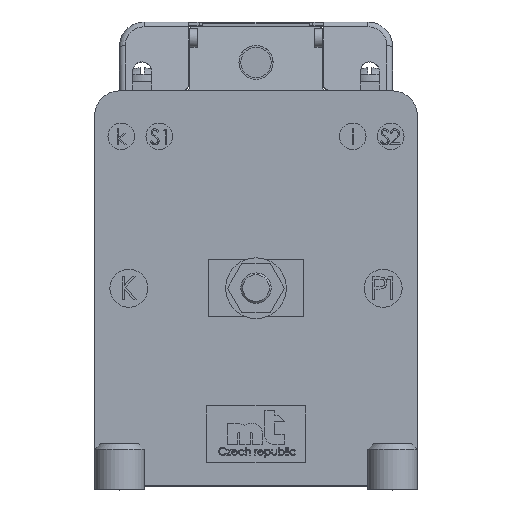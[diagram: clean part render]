
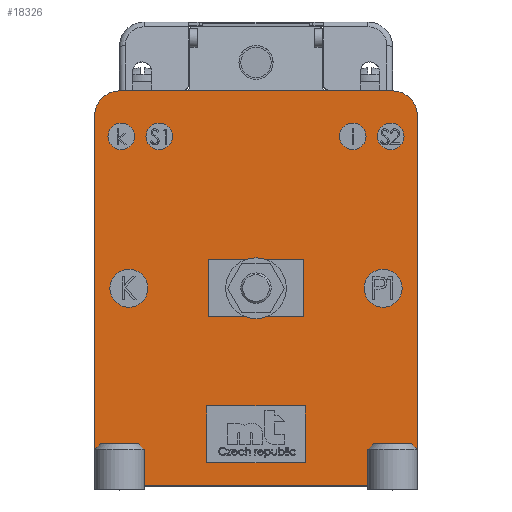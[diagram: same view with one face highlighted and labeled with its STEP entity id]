
A CAD part, top view. The second image highlights one B-rep face of the part: STEP entity #18326.
In plain terms, the highlighted face is planar.
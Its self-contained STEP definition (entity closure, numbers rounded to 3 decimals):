
#1256=FACE_BOUND('',#2815,.T.);
#1257=FACE_BOUND('',#2816,.T.);
#1258=FACE_BOUND('',#2817,.T.);
#1259=FACE_BOUND('',#2818,.T.);
#1260=FACE_BOUND('',#2819,.T.);
#1261=FACE_BOUND('',#2820,.T.);
#1262=FACE_BOUND('',#2821,.T.);
#1263=FACE_BOUND('',#2822,.T.);
#1264=FACE_BOUND('',#2823,.T.);
#1265=FACE_BOUND('',#2824,.T.);
#1381=CIRCLE('',#19640,6.5);
#1382=CIRCLE('',#19641,6.5);
#1383=CIRCLE('',#19642,6.5);
#1384=CIRCLE('',#19643,6.5);
#1385=CIRCLE('',#19644,5.);
#1386=CIRCLE('',#19645,3.5);
#1387=CIRCLE('',#19646,3.5);
#1388=CIRCLE('',#19647,3.5);
#1389=CIRCLE('',#19648,5.);
#1390=CIRCLE('',#19649,3.5);
#1391=CIRCLE('',#19650,4.5);
#1392=CIRCLE('',#19651,4.5);
#1749=FACE_OUTER_BOUND('',#2814,.T.);
#2814=EDGE_LOOP('',(#12528,#12529,#12530,#12531,#12532,#12533,#12534,#12535));
#2815=EDGE_LOOP('',(#12536,#12537,#12538,#12539));
#2816=EDGE_LOOP('',(#12540));
#2817=EDGE_LOOP('',(#12541));
#2818=EDGE_LOOP('',(#12542));
#2819=EDGE_LOOP('',(#12543));
#2820=EDGE_LOOP('',(#12544));
#2821=EDGE_LOOP('',(#12545,#12546,#12547,#12548));
#2822=EDGE_LOOP('',(#12549));
#2823=EDGE_LOOP('',(#12550));
#2824=EDGE_LOOP('',(#12551));
#4005=LINE('',#24789,#5852);
#4066=LINE('',#26036,#5913);
#4090=LINE('',#26162,#5937);
#4091=LINE('',#26166,#5938);
#4092=LINE('',#26170,#5939);
#4093=LINE('',#26174,#5940);
#4094=LINE('',#26178,#5941);
#4095=LINE('',#26180,#5942);
#4096=LINE('',#26182,#5943);
#4097=LINE('',#26183,#5944);
#4098=LINE('',#26194,#5945);
#4099=LINE('',#26195,#5946);
#5852=VECTOR('',#20806,15.);
#5913=VECTOR('',#20871,15.);
#5937=VECTOR('',#20913,91.);
#5938=VECTOR('',#20916,72.);
#5939=VECTOR('',#20919,91.);
#5940=VECTOR('',#20922,72.);
#5941=VECTOR('',#20925,25.);
#5942=VECTOR('',#20926,11.);
#5943=VECTOR('',#20927,25.);
#5944=VECTOR('',#20928,11.);
#5945=VECTOR('',#20939,26.);
#5946=VECTOR('',#20940,26.);
#7686=VERTEX_POINT('',#24786);
#7687=VERTEX_POINT('',#24788);
#7816=VERTEX_POINT('',#26034);
#7817=VERTEX_POINT('',#26035);
#7849=VERTEX_POINT('',#26160);
#7850=VERTEX_POINT('',#26161);
#7851=VERTEX_POINT('',#26163);
#7852=VERTEX_POINT('',#26165);
#7853=VERTEX_POINT('',#26167);
#7854=VERTEX_POINT('',#26169);
#7855=VERTEX_POINT('',#26171);
#7856=VERTEX_POINT('',#26173);
#7857=VERTEX_POINT('',#26176);
#7858=VERTEX_POINT('',#26177);
#7859=VERTEX_POINT('',#26179);
#7860=VERTEX_POINT('',#26181);
#7861=VERTEX_POINT('',#26184);
#7862=VERTEX_POINT('',#26186);
#7863=VERTEX_POINT('',#26188);
#7864=VERTEX_POINT('',#26190);
#7865=VERTEX_POINT('',#26192);
#7866=VERTEX_POINT('',#26196);
#7867=VERTEX_POINT('',#26198);
#7868=VERTEX_POINT('',#26200);
#9535=EDGE_CURVE('',#7686,#7687,#4005,.T.);
#9666=EDGE_CURVE('',#7816,#7817,#4066,.T.);
#9700=EDGE_CURVE('',#7849,#7850,#4090,.T.);
#9701=EDGE_CURVE('',#7849,#7851,#1381,.T.);
#9702=EDGE_CURVE('',#7852,#7851,#4091,.T.);
#9703=EDGE_CURVE('',#7852,#7853,#1382,.T.);
#9704=EDGE_CURVE('',#7853,#7854,#4092,.T.);
#9705=EDGE_CURVE('',#7854,#7855,#1383,.T.);
#9706=EDGE_CURVE('',#7856,#7855,#4093,.T.);
#9707=EDGE_CURVE('',#7856,#7850,#1384,.T.);
#9708=EDGE_CURVE('',#7857,#7858,#4094,.T.);
#9709=EDGE_CURVE('',#7859,#7857,#4095,.T.);
#9710=EDGE_CURVE('',#7860,#7859,#4096,.T.);
#9711=EDGE_CURVE('',#7858,#7860,#4097,.T.);
#9712=EDGE_CURVE('',#7861,#7861,#1385,.T.);
#9713=EDGE_CURVE('',#7862,#7862,#1386,.T.);
#9714=EDGE_CURVE('',#7863,#7863,#1387,.T.);
#9715=EDGE_CURVE('',#7864,#7864,#1388,.T.);
#9716=EDGE_CURVE('',#7865,#7865,#1389,.T.);
#9717=EDGE_CURVE('',#7687,#7816,#4098,.T.);
#9718=EDGE_CURVE('',#7817,#7686,#4099,.T.);
#9719=EDGE_CURVE('',#7866,#7866,#1390,.T.);
#9720=EDGE_CURVE('',#7867,#7867,#1391,.T.);
#9721=EDGE_CURVE('',#7868,#7868,#1392,.T.);
#12528=ORIENTED_EDGE('',*,*,#9700,.F.);
#12529=ORIENTED_EDGE('',*,*,#9701,.T.);
#12530=ORIENTED_EDGE('',*,*,#9702,.F.);
#12531=ORIENTED_EDGE('',*,*,#9703,.T.);
#12532=ORIENTED_EDGE('',*,*,#9704,.T.);
#12533=ORIENTED_EDGE('',*,*,#9705,.T.);
#12534=ORIENTED_EDGE('',*,*,#9706,.F.);
#12535=ORIENTED_EDGE('',*,*,#9707,.T.);
#12536=ORIENTED_EDGE('',*,*,#9708,.F.);
#12537=ORIENTED_EDGE('',*,*,#9709,.F.);
#12538=ORIENTED_EDGE('',*,*,#9710,.F.);
#12539=ORIENTED_EDGE('',*,*,#9711,.F.);
#12540=ORIENTED_EDGE('',*,*,#9712,.F.);
#12541=ORIENTED_EDGE('',*,*,#9713,.F.);
#12542=ORIENTED_EDGE('',*,*,#9714,.F.);
#12543=ORIENTED_EDGE('',*,*,#9715,.F.);
#12544=ORIENTED_EDGE('',*,*,#9716,.F.);
#12545=ORIENTED_EDGE('',*,*,#9666,.F.);
#12546=ORIENTED_EDGE('',*,*,#9717,.F.);
#12547=ORIENTED_EDGE('',*,*,#9535,.F.);
#12548=ORIENTED_EDGE('',*,*,#9718,.F.);
#12549=ORIENTED_EDGE('',*,*,#9719,.F.);
#12550=ORIENTED_EDGE('',*,*,#9720,.F.);
#12551=ORIENTED_EDGE('',*,*,#9721,.F.);
#17714=PLANE('',#19639);
#18326=ADVANCED_FACE('',(#1749,#1256,#1257,#1258,#1259,#1260,#1261,#1262,
#1263,#1264,#1265),#17714,.T.);
#19639=AXIS2_PLACEMENT_3D('',#26159,#20911,#20912);
#19640=AXIS2_PLACEMENT_3D('',#26164,#20914,#20915);
#19641=AXIS2_PLACEMENT_3D('',#26168,#20917,#20918);
#19642=AXIS2_PLACEMENT_3D('',#26172,#20920,#20921);
#19643=AXIS2_PLACEMENT_3D('',#26175,#20923,#20924);
#19644=AXIS2_PLACEMENT_3D('',#26185,#20929,#20930);
#19645=AXIS2_PLACEMENT_3D('',#26187,#20931,#20932);
#19646=AXIS2_PLACEMENT_3D('',#26189,#20933,#20934);
#19647=AXIS2_PLACEMENT_3D('',#26191,#20935,#20936);
#19648=AXIS2_PLACEMENT_3D('',#26193,#20937,#20938);
#19649=AXIS2_PLACEMENT_3D('',#26197,#20941,#20942);
#19650=AXIS2_PLACEMENT_3D('',#26199,#20943,#20944);
#19651=AXIS2_PLACEMENT_3D('',#26201,#20945,#20946);
#20806=DIRECTION('',(0.,1.,0.));
#20871=DIRECTION('',(0.,-1.,0.));
#20911=DIRECTION('center_axis',(0.,0.,-1.));
#20912=DIRECTION('ref_axis',(-1.,0.,0.));
#20913=DIRECTION('',(0.,1.,0.));
#20914=DIRECTION('center_axis',(0.,0.,-1.));
#20915=DIRECTION('ref_axis',(-1.,0.,0.));
#20916=DIRECTION('',(1.,0.,0.));
#20917=DIRECTION('center_axis',(0.,0.,-1.));
#20918=DIRECTION('ref_axis',(-1.,0.,0.));
#20919=DIRECTION('',(0.,1.,0.));
#20920=DIRECTION('center_axis',(0.,0.,-1.));
#20921=DIRECTION('ref_axis',(-1.,0.,0.));
#20922=DIRECTION('',(-1.,0.,0.));
#20923=DIRECTION('center_axis',(0.,0.,-1.));
#20924=DIRECTION('ref_axis',(-1.,0.,0.));
#20925=DIRECTION('',(1.,0.,0.));
#20926=DIRECTION('',(0.,1.,0.));
#20927=DIRECTION('',(-1.,0.,0.));
#20928=DIRECTION('',(0.,-1.,0.));
#20929=DIRECTION('center_axis',(0.,0.,-1.));
#20930=DIRECTION('ref_axis',(-1.,0.,0.));
#20931=DIRECTION('center_axis',(0.,0.,-1.));
#20932=DIRECTION('ref_axis',(-1.,0.,0.));
#20933=DIRECTION('center_axis',(0.,0.,-1.));
#20934=DIRECTION('ref_axis',(-1.,0.,0.));
#20935=DIRECTION('center_axis',(0.,0.,-1.));
#20936=DIRECTION('ref_axis',(-1.,0.,0.));
#20937=DIRECTION('center_axis',(0.,0.,-1.));
#20938=DIRECTION('ref_axis',(-1.,0.,0.));
#20939=DIRECTION('',(1.,0.,0.));
#20940=DIRECTION('',(-1.,0.,0.));
#20941=DIRECTION('center_axis',(0.,0.,-1.));
#20942=DIRECTION('ref_axis',(-1.,0.,0.));
#20943=DIRECTION('center_axis',(0.,0.,-1.));
#20944=DIRECTION('ref_axis',(-1.,0.,0.));
#20945=DIRECTION('center_axis',(0.,0.,-1.));
#20946=DIRECTION('ref_axis',(-1.,0.,0.));
#24786=CARTESIAN_POINT('',(-13.,6.,0.));
#24788=CARTESIAN_POINT('',(-13.,21.,0.));
#24789=CARTESIAN_POINT('',(-13.,6.,0.));
#26034=CARTESIAN_POINT('',(13.,21.,0.));
#26035=CARTESIAN_POINT('',(13.,6.,0.));
#26036=CARTESIAN_POINT('',(13.,21.,0.));
#26159=CARTESIAN_POINT('Origin',(0.,0.,0.));
#26160=CARTESIAN_POINT('',(42.5,6.5,0.));
#26161=CARTESIAN_POINT('',(42.5,97.5,0.));
#26162=CARTESIAN_POINT('',(42.5,6.5,0.));
#26163=CARTESIAN_POINT('',(36.,0.,0.));
#26164=CARTESIAN_POINT('Origin',(36.,6.5,0.));
#26165=CARTESIAN_POINT('',(-36.,0.,0.));
#26166=CARTESIAN_POINT('',(-36.,0.,0.));
#26167=CARTESIAN_POINT('',(-42.5,6.5,0.));
#26168=CARTESIAN_POINT('Origin',(-36.,6.5,0.));
#26169=CARTESIAN_POINT('',(-42.5,97.5,0.));
#26170=CARTESIAN_POINT('',(-42.5,6.5,0.));
#26171=CARTESIAN_POINT('',(-36.,104.,0.));
#26172=CARTESIAN_POINT('Origin',(-36.,97.5,0.));
#26173=CARTESIAN_POINT('',(36.,104.,0.));
#26174=CARTESIAN_POINT('',(36.,104.,0.));
#26175=CARTESIAN_POINT('Origin',(36.,97.5,0.));
#26176=CARTESIAN_POINT('',(-12.5,57.5,0.));
#26177=CARTESIAN_POINT('',(12.5,57.5,0.));
#26178=CARTESIAN_POINT('',(-12.5,57.5,0.));
#26179=CARTESIAN_POINT('',(-12.5,46.5,0.));
#26180=CARTESIAN_POINT('',(-12.5,46.5,0.));
#26181=CARTESIAN_POINT('',(12.5,46.5,0.));
#26182=CARTESIAN_POINT('',(12.5,46.5,0.));
#26183=CARTESIAN_POINT('',(12.5,57.5,0.));
#26184=CARTESIAN_POINT('',(38.5,52.,0.));
#26185=CARTESIAN_POINT('Origin',(33.5,52.,0.));
#26186=CARTESIAN_POINT('',(-22.,92.,0.));
#26187=CARTESIAN_POINT('Origin',(-25.5,92.,0.));
#26188=CARTESIAN_POINT('',(-32.,92.,0.));
#26189=CARTESIAN_POINT('Origin',(-35.5,92.,0.));
#26190=CARTESIAN_POINT('',(29.,92.,0.));
#26191=CARTESIAN_POINT('Origin',(25.5,92.,0.));
#26192=CARTESIAN_POINT('',(-28.5,52.,0.));
#26193=CARTESIAN_POINT('Origin',(-33.5,52.,0.));
#26194=CARTESIAN_POINT('',(-13.,21.,0.));
#26195=CARTESIAN_POINT('',(13.,6.,0.));
#26196=CARTESIAN_POINT('',(39.,92.,0.));
#26197=CARTESIAN_POINT('Origin',(35.5,92.,0.));
#26198=CARTESIAN_POINT('',(-31.5,6.5,0.));
#26199=CARTESIAN_POINT('Origin',(-36.,6.5,0.));
#26200=CARTESIAN_POINT('',(40.5,6.5,0.));
#26201=CARTESIAN_POINT('Origin',(36.,6.5,0.));
